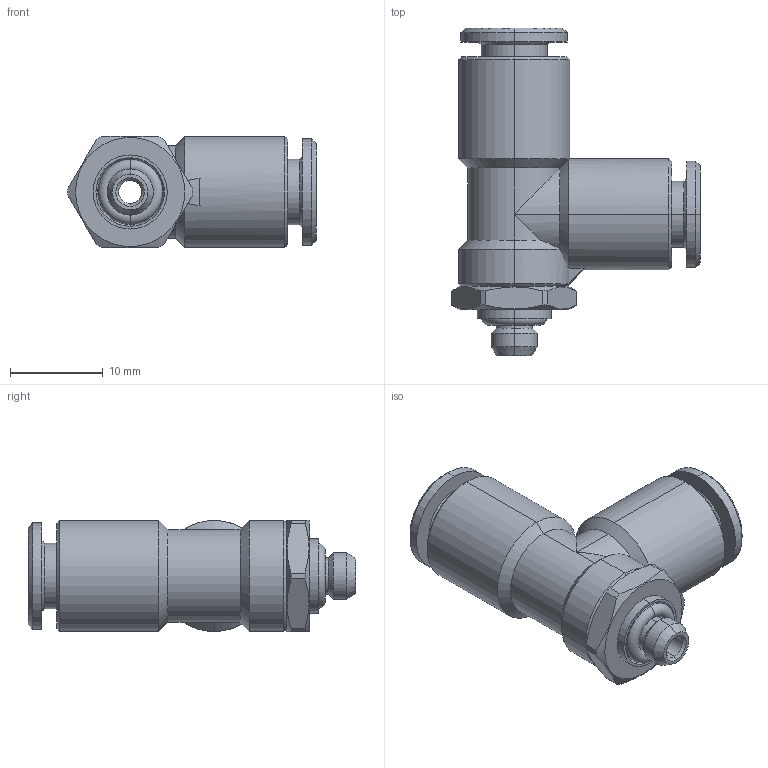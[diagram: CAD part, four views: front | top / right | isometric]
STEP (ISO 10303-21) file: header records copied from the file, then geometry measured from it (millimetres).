
FILE_DESCRIPTION (( 'STEP AP203' ), '1' );
FILE_NAME ('B0140030.STEP', '2011-04-11T15:15:05', ( '' ), ( 'sopra-pneumatic' ), 'SwSTEP 2.0', 'SolidWorks 2009', '' );
FILE_SCHEMA (( 'CONFIG_CONTROL_DESIGN' ));
Length unit declared in the file: millimetre
Products named in the file (1): B0140030
Bounding box: 26.85 x 35.4 x 12 mm (x, y, z)
Volume: 3651.1 mm3; surface area: 3197.2 mm2
Topology: 2 solids, 4 shells, 134 faces, 308 edges, 189 vertices
Faces by surface type: cylinder 56, cone 41, plane 33, torus 4
Entity records: 3986 total; most frequent: CARTESIAN_POINT 862, DIRECTION 668, ORIENTED_EDGE 616, EDGE_CURVE 308, AXIS2_PLACEMENT_3D 274, VERTEX_POINT 189, EDGE_LOOP 147, CIRCLE 139
